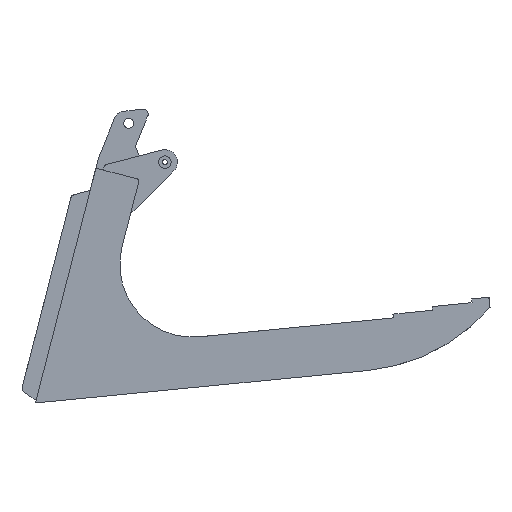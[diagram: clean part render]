
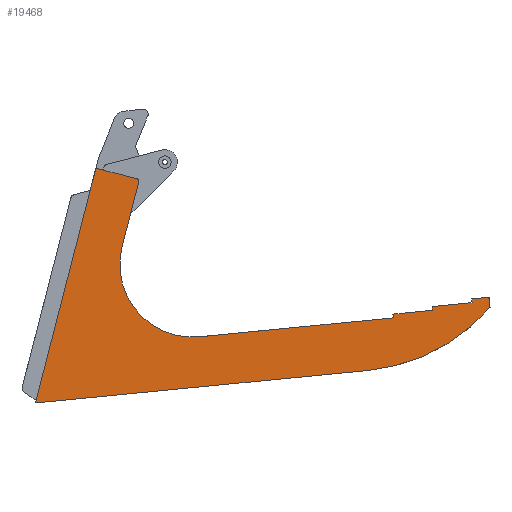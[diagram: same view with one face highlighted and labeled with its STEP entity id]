
A CAD part, left-side view. The second image highlights one B-rep face of the part: STEP entity #19468.
In plain terms, the highlighted face is planar.
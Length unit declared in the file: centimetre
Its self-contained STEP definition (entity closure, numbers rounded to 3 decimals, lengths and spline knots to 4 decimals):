
#143 = CARTESIAN_POINT ( 'NONE',  ( 103.0288, 260.0877, -27.0831 ) ) ;
#182 = VECTOR ( 'NONE', #3206, 100. ) ;
#401 = CARTESIAN_POINT ( 'NONE',  ( 103.0288, 209.9227, -40.2594 ) ) ;
#599 = AXIS2_PLACEMENT_3D ( 'NONE', #6010, #8971, #10405 ) ;
#610 = VERTEX_POINT ( 'NONE', #15805 ) ;
#1113 = ORIENTED_EDGE ( 'NONE', *, *, #8143, .T. ) ;
#1222 = VERTEX_POINT ( 'NONE', #1539 ) ;
#1539 = CARTESIAN_POINT ( 'NONE',  ( 103.0288, 199.0417, 13.3179 ) ) ;
#1558 = ORIENTED_EDGE ( 'NONE', *, *, #6084, .T. ) ;
#1625 = CARTESIAN_POINT ( 'NONE',  ( 103.0288, 193.8451, 15.7499 ) ) ;
#1723 = CARTESIAN_POINT ( 'NONE',  ( 103.0288, 196.2032, 5.5191 ) ) ;
#1733 = CARTESIAN_POINT ( 'NONE',  ( 103.0288, 284.8527, -27.0245 ) ) ;
#1855 = ORIENTED_EDGE ( 'NONE', *, *, #5415, .F. ) ;
#2160 = CARTESIAN_POINT ( 'NONE',  ( 103.0288, 284.6945, -27.3928 ) ) ;
#2189 = DIRECTION ( 'NONE',  ( 0., 0., 1. ) ) ;
#2262 = LINE ( 'NONE', #12889, #16512 ) ;
#2479 = VERTEX_POINT ( 'NONE', #19712 ) ;
#2691 = FACE_OUTER_BOUND ( 'NONE', #10682, .T. ) ;
#2967 = EDGE_CURVE ( 'NONE', #5616, #6360, #6339, .T. ) ;
#3174 = AXIS2_PLACEMENT_3D ( 'NONE', #10557, #7585, #13828 ) ;
#3206 = DIRECTION ( 'NONE',  ( 0., 1., 0. ) ) ;
#3383 = VERTEX_POINT ( 'NONE', #11791 ) ;
#3409 = ORIENTED_EDGE ( 'NONE', *, *, #16146, .F. ) ;
#3504 = VERTEX_POINT ( 'NONE', #12097 ) ;
#3529 = VECTOR ( 'NONE', #2189, 100. ) ;
#3569 = ORIENTED_EDGE ( 'NONE', *, *, #4671, .T. ) ;
#3600 = VERTEX_POINT ( 'NONE', #12402 ) ;
#3667 = ORIENTED_EDGE ( 'NONE', *, *, #17405, .F. ) ;
#3704 = ORIENTED_EDGE ( 'NONE', *, *, #19291, .F. ) ;
#3717 = CARTESIAN_POINT ( 'NONE',  ( 103.0288, 270.2477, -25.6544 ) ) ;
#3731 = VECTOR ( 'NONE', #8142, 100. ) ;
#3784 = VECTOR ( 'NONE', #10810, 100. ) ;
#3838 = EDGE_CURVE ( 'NONE', #9051, #610, #13507, .T. ) ;
#3912 = CARTESIAN_POINT ( 'NONE',  ( 103.0288, 280.4077, -25.6544 ) ) ;
#4280 = LINE ( 'NONE', #10712, #19512 ) ;
#4394 = AXIS2_PLACEMENT_3D ( 'NONE', #15391, #19791, #9145 ) ;
#4671 = EDGE_CURVE ( 'NONE', #6360, #20119, #15251, .T. ) ;
#5010 = EDGE_CURVE ( 'NONE', #1222, #610, #15264, .T. ) ;
#5187 = LINE ( 'NONE', #8443, #17140 ) ;
#5190 = AXIS2_PLACEMENT_3D ( 'NONE', #7228, #18174, #7025 ) ;
#5339 = VERTEX_POINT ( 'NONE', #6736 ) ;
#5386 = VERTEX_POINT ( 'NONE', #5409 ) ;
#5409 = CARTESIAN_POINT ( 'NONE',  ( 103.0288, 188.3011, 17.2271 ) ) ;
#5415 = EDGE_CURVE ( 'NONE', #2479, #20119, #4280, .T. ) ;
#5434 = EDGE_CURVE ( 'NONE', #2479, #3504, #10690, .T. ) ;
#5616 = VERTEX_POINT ( 'NONE', #7835 ) ;
#5941 = CARTESIAN_POINT ( 'NONE',  ( 103.0288, 280.4077, -24.7019 ) ) ;
#6010 = CARTESIAN_POINT ( 'NONE',  ( 103.0288, 284.3447, -25.2099 ) ) ;
#6084 = EDGE_CURVE ( 'NONE', #13253, #3383, #17305, .T. ) ;
#6219 = VERTEX_POINT ( 'NONE', #3912 ) ;
#6339 = CIRCLE ( 'NONE', #4394, 46.7925 ) ;
#6360 = VERTEX_POINT ( 'NONE', #2160 ) ;
#6736 = CARTESIAN_POINT ( 'NONE',  ( 103.0288, 210.5577, -27.5594 ) ) ;
#7025 = DIRECTION ( 'NONE',  ( 0., 0., -1. ) ) ;
#7215 = CARTESIAN_POINT ( 'NONE',  ( 103.0288, 275.3277, -25.6544 ) ) ;
#7228 = CARTESIAN_POINT ( 'NONE',  ( 103.0288, 188.7784, 17.0534 ) ) ;
#7339 = VECTOR ( 'NONE', #19091, 100. ) ;
#7381 = CARTESIAN_POINT ( 'NONE',  ( 103.0288, 226.1152, -11.2774 ) ) ;
#7585 = DIRECTION ( 'NONE',  ( 1., 0., 0. ) ) ;
#7835 = CARTESIAN_POINT ( 'NONE',  ( 103.0288, 252.4677, -40.2594 ) ) ;
#8142 = DIRECTION ( 'NONE',  ( 0., -0.342, -0.94 ) ) ;
#8143 = EDGE_CURVE ( 'NONE', #9051, #5386, #8773, .T. ) ;
#8443 = CARTESIAN_POINT ( 'NONE',  ( 103.0288, 265.1677, -26.6069 ) ) ;
#8773 = CIRCLE ( 'NONE', #5190, 0.508 ) ;
#8971 = DIRECTION ( 'NONE',  ( 1., 0., 0. ) ) ;
#9051 = VERTEX_POINT ( 'NONE', #13504 ) ;
#9082 = VECTOR ( 'NONE', #12701, 100. ) ;
#9145 = DIRECTION ( 'NONE',  ( 0., 0., -1. ) ) ;
#9174 = DIRECTION ( 'NONE',  ( 0., 0., -1. ) ) ;
#9356 = VERTEX_POINT ( 'NONE', #14910 ) ;
#9636 = CARTESIAN_POINT ( 'NONE',  ( 103.0288, 235.3227, -27.5594 ) ) ;
#9939 = CARTESIAN_POINT ( 'NONE',  ( 103.0288, 280.4077, -25.1781 ) ) ;
#10028 = EDGE_CURVE ( 'NONE', #15609, #5339, #10146, .T. ) ;
#10043 = DIRECTION ( 'NONE',  ( 0., 1., 0. ) ) ;
#10136 = ORIENTED_EDGE ( 'NONE', *, *, #2967, .T. ) ;
#10146 = CIRCLE ( 'NONE', #12429, 18.4813 ) ;
#10233 = CARTESIAN_POINT ( 'NONE',  ( 103.0288, 198.5644, 13.4916 ) ) ;
#10344 = LINE ( 'NONE', #16587, #15194 ) ;
#10346 = DIRECTION ( 'NONE',  ( 1., 0., 0. ) ) ;
#10405 = DIRECTION ( 'NONE',  ( 0., 0., -1. ) ) ;
#10557 = CARTESIAN_POINT ( 'NONE',  ( 103.0288, 284.3447, -27.0245 ) ) ;
#10596 = VECTOR ( 'NONE', #17754, 100. ) ;
#10682 = EDGE_LOOP ( 'NONE', ( #17356, #18599, #15377, #1113, #13270, #19251, #10136, #3569, #1855, #16784, #19922, #3704, #3409, #3667, #15034, #1558, #19901, #12184 ) ) ;
#10690 = CIRCLE ( 'NONE', #599, 0.508 ) ;
#10712 = CARTESIAN_POINT ( 'NONE',  ( 103.0288, 284.8527, -25.9719 ) ) ;
#10810 = DIRECTION ( 'NONE',  ( 0., 0.94, -0.342 ) ) ;
#10923 = VERTEX_POINT ( 'NONE', #3717 ) ;
#11119 = LINE ( 'NONE', #1723, #3731 ) ;
#11422 = DIRECTION ( 'NONE',  ( 0., -1., 0. ) ) ;
#11791 = CARTESIAN_POINT ( 'NONE',  ( 103.0288, 260.0877, -27.5594 ) ) ;
#12097 = CARTESIAN_POINT ( 'NONE',  ( 103.0288, 284.3447, -24.7019 ) ) ;
#12184 = ORIENTED_EDGE ( 'NONE', *, *, #10028, .F. ) ;
#12402 = CARTESIAN_POINT ( 'NONE',  ( 103.0288, 270.2477, -26.6069 ) ) ;
#12408 = LINE ( 'NONE', #9636, #182 ) ;
#12425 = DIRECTION ( 'NONE',  ( 0., 0., -1. ) ) ;
#12429 = AXIS2_PLACEMENT_3D ( 'NONE', #13956, #20190, #12425 ) ;
#12701 = DIRECTION ( 'NONE',  ( 0., 0., -1. ) ) ;
#12754 = LINE ( 'NONE', #12963, #14877 ) ;
#12856 = LINE ( 'NONE', #401, #7339 ) ;
#12889 = CARTESIAN_POINT ( 'NONE',  ( 103.0288, 270.2477, -26.1306 ) ) ;
#12963 = CARTESIAN_POINT ( 'NONE',  ( 103.0288, 282.6302, -24.7019 ) ) ;
#12994 = DIRECTION ( 'NONE',  ( 0., 0., 1. ) ) ;
#13253 = VERTEX_POINT ( 'NONE', #20114 ) ;
#13270 = ORIENTED_EDGE ( 'NONE', *, *, #17095, .T. ) ;
#13322 = PLANE ( 'NONE',  #15931 ) ;
#13361 = LINE ( 'NONE', #7215, #10596 ) ;
#13504 = CARTESIAN_POINT ( 'NONE',  ( 103.0288, 188.9522, 17.5308 ) ) ;
#13507 = LINE ( 'NONE', #1625, #3784 ) ;
#13828 = DIRECTION ( 'NONE',  ( 0., 0., -1. ) ) ;
#13956 = CARTESIAN_POINT ( 'NONE',  ( 103.0288, 210.5577, -9.0781 ) ) ;
#14162 = VERTEX_POINT ( 'NONE', #5941 ) ;
#14755 = EDGE_CURVE ( 'NONE', #1222, #15609, #11119, .T. ) ;
#14779 = EDGE_CURVE ( 'NONE', #9356, #5616, #12856, .T. ) ;
#14853 = EDGE_CURVE ( 'NONE', #3600, #13253, #5187, .T. ) ;
#14877 = VECTOR ( 'NONE', #15721, 100. ) ;
#14910 = CARTESIAN_POINT ( 'NONE',  ( 103.0288, 167.3777, -40.2594 ) ) ;
#15034 = ORIENTED_EDGE ( 'NONE', *, *, #14853, .T. ) ;
#15194 = VECTOR ( 'NONE', #16687, 100. ) ;
#15251 = CIRCLE ( 'NONE', #3174, 0.508 ) ;
#15264 = CIRCLE ( 'NONE', #19171, 0.508 ) ;
#15377 = ORIENTED_EDGE ( 'NONE', *, *, #3838, .F. ) ;
#15391 = CARTESIAN_POINT ( 'NONE',  ( 103.0288, 252.4677, 6.5331 ) ) ;
#15540 = EDGE_CURVE ( 'NONE', #5339, #3383, #12408, .T. ) ;
#15609 = VERTEX_POINT ( 'NONE', #15880 ) ;
#15721 = DIRECTION ( 'NONE',  ( 0., 1., 0. ) ) ;
#15805 = CARTESIAN_POINT ( 'NONE',  ( 103.0288, 198.7381, 13.969 ) ) ;
#15880 = CARTESIAN_POINT ( 'NONE',  ( 103.0288, 193.1909, -2.7571 ) ) ;
#15931 = AXIS2_PLACEMENT_3D ( 'NONE', #7381, #10346, #10043 ) ;
#16016 = EDGE_CURVE ( 'NONE', #14162, #3504, #12754, .T. ) ;
#16088 = LINE ( 'NONE', #9939, #3529 ) ;
#16146 = EDGE_CURVE ( 'NONE', #10923, #6219, #13361, .T. ) ;
#16512 = VECTOR ( 'NONE', #12994, 100. ) ;
#16587 = CARTESIAN_POINT ( 'NONE',  ( 103.0288, 177.9262, -11.2774 ) ) ;
#16687 = DIRECTION ( 'NONE',  ( 0., -0.342, -0.94 ) ) ;
#16784 = ORIENTED_EDGE ( 'NONE', *, *, #5434, .T. ) ;
#17095 = EDGE_CURVE ( 'NONE', #5386, #9356, #10344, .T. ) ;
#17140 = VECTOR ( 'NONE', #11422, 100. ) ;
#17305 = LINE ( 'NONE', #143, #9082 ) ;
#17356 = ORIENTED_EDGE ( 'NONE', *, *, #14755, .F. ) ;
#17405 = EDGE_CURVE ( 'NONE', #3600, #10923, #2262, .T. ) ;
#17754 = DIRECTION ( 'NONE',  ( 0., 1., 0. ) ) ;
#18174 = DIRECTION ( 'NONE',  ( 1., 0., 0. ) ) ;
#18212 = DIRECTION ( 'NONE',  ( 1., 0., 0. ) ) ;
#18599 = ORIENTED_EDGE ( 'NONE', *, *, #5010, .T. ) ;
#19091 = DIRECTION ( 'NONE',  ( 0., 1., 0. ) ) ;
#19171 = AXIS2_PLACEMENT_3D ( 'NONE', #10233, #18212, #20043 ) ;
#19251 = ORIENTED_EDGE ( 'NONE', *, *, #14779, .T. ) ;
#19291 = EDGE_CURVE ( 'NONE', #6219, #14162, #16088, .T. ) ;
#19468 = ADVANCED_FACE ( 'NONE', ( #2691 ), #13322, .T. ) ;
#19512 = VECTOR ( 'NONE', #9174, 100. ) ;
#19712 = CARTESIAN_POINT ( 'NONE',  ( 103.0288, 284.8527, -25.2099 ) ) ;
#19791 = DIRECTION ( 'NONE',  ( 1., 0., 0. ) ) ;
#19901 = ORIENTED_EDGE ( 'NONE', *, *, #15540, .F. ) ;
#19922 = ORIENTED_EDGE ( 'NONE', *, *, #16016, .F. ) ;
#20043 = DIRECTION ( 'NONE',  ( 0., 0., -1. ) ) ;
#20114 = CARTESIAN_POINT ( 'NONE',  ( 103.0288, 260.0877, -26.6069 ) ) ;
#20119 = VERTEX_POINT ( 'NONE', #1733 ) ;
#20190 = DIRECTION ( 'NONE',  ( 1., 0., 0. ) ) ;
